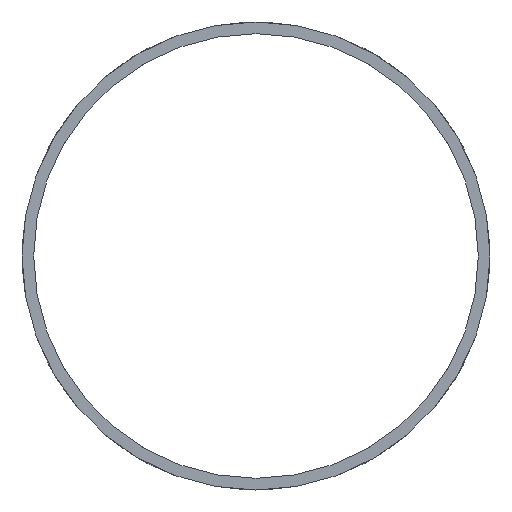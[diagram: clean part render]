
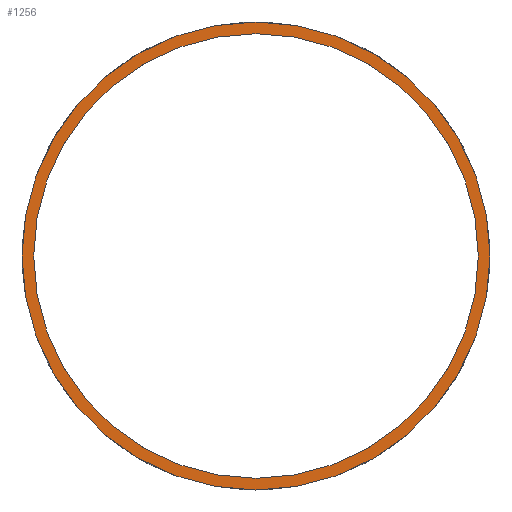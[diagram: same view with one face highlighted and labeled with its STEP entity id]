
A CAD part, front view. The second image highlights one B-rep face of the part: STEP entity #1256.
In plain terms, the highlighted planar face has unit normal (0, -1, 0).
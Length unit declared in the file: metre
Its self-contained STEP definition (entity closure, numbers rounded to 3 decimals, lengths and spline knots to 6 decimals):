
#291 = CARTESIAN_POINT ( 'NONE',  ( 0., 0., -0.0635 ) ) ;
#436 = AXIS2_PLACEMENT_3D ( 'NONE', #2727, #2757, #4079 ) ;
#459 = VERTEX_POINT ( 'NONE', #1497 ) ;
#531 = DIRECTION ( 'NONE',  ( 0., 1., 0. ) ) ;
#582 = PLANE ( 'NONE',  #436 ) ;
#612 = VERTEX_POINT ( 'NONE', #291 ) ;
#850 = DIRECTION ( 'NONE',  ( 0., 1., 0. ) ) ;
#913 = EDGE_CURVE ( 'NONE', #2555, #612, #1163, .T. ) ;
#1163 = CIRCLE ( 'NONE', #4343, 0.0635 ) ;
#1195 = DIRECTION ( 'NONE',  ( 0., 1., 0. ) ) ;
#1206 = AXIS2_PLACEMENT_3D ( 'NONE', #1884, #531, #2225 ) ;
#1229 = DIRECTION ( 'NONE',  ( 0., 1., 0. ) ) ;
#1256 = ADVANCED_FACE ( 'NONE', ( #4312, #2899 ), #582, .F. ) ;
#1408 = ORIENTED_EDGE ( 'NONE', *, *, #913, .F. ) ;
#1497 = CARTESIAN_POINT ( 'NONE',  ( 0., 0., 0.060325 ) ) ;
#1536 = CARTESIAN_POINT ( 'NONE',  ( 0., 0., 0. ) ) ;
#1544 = ORIENTED_EDGE ( 'NONE', *, *, #1563, .T. ) ;
#1563 = EDGE_CURVE ( 'NONE', #3867, #459, #3004, .T. ) ;
#1600 = AXIS2_PLACEMENT_3D ( 'NONE', #3515, #850, #3546 ) ;
#1628 = ORIENTED_EDGE ( 'NONE', *, *, #4358, .F. ) ;
#1779 = CIRCLE ( 'NONE', #1206, 0.060325 ) ;
#1807 = CARTESIAN_POINT ( 'NONE',  ( 0., 0., -0.060325 ) ) ;
#1884 = CARTESIAN_POINT ( 'NONE',  ( 0., 0., 0. ) ) ;
#1899 = CARTESIAN_POINT ( 'NONE',  ( 0., 0., 0. ) ) ;
#2225 = DIRECTION ( 'NONE',  ( 0., 0., 1. ) ) ;
#2359 = CIRCLE ( 'NONE', #1600, 0.0635 ) ;
#2519 = ORIENTED_EDGE ( 'NONE', *, *, #3785, .T. ) ;
#2555 = VERTEX_POINT ( 'NONE', #4230 ) ;
#2727 = CARTESIAN_POINT ( 'NONE',  ( 0., 0., 0. ) ) ;
#2757 = DIRECTION ( 'NONE',  ( 0., 1., 0. ) ) ;
#2800 = AXIS2_PLACEMENT_3D ( 'NONE', #1899, #1229, #3564 ) ;
#2833 = DIRECTION ( 'NONE',  ( 0., 0., 1. ) ) ;
#2899 = FACE_OUTER_BOUND ( 'NONE', #3339, .T. ) ;
#3004 = CIRCLE ( 'NONE', #2800, 0.060325 ) ;
#3339 = EDGE_LOOP ( 'NONE', ( #1628, #1408 ) ) ;
#3515 = CARTESIAN_POINT ( 'NONE',  ( 0., 0., 0. ) ) ;
#3546 = DIRECTION ( 'NONE',  ( 0., 0., 1. ) ) ;
#3564 = DIRECTION ( 'NONE',  ( 0., 0., 1. ) ) ;
#3785 = EDGE_CURVE ( 'NONE', #459, #3867, #1779, .T. ) ;
#3867 = VERTEX_POINT ( 'NONE', #1807 ) ;
#3906 = EDGE_LOOP ( 'NONE', ( #2519, #1544 ) ) ;
#4079 = DIRECTION ( 'NONE',  ( 0., 0., 1. ) ) ;
#4230 = CARTESIAN_POINT ( 'NONE',  ( 0., 0., 0.0635 ) ) ;
#4312 = FACE_BOUND ( 'NONE', #3906, .T. ) ;
#4343 = AXIS2_PLACEMENT_3D ( 'NONE', #1536, #1195, #2833 ) ;
#4358 = EDGE_CURVE ( 'NONE', #612, #2555, #2359, .T. ) ;
